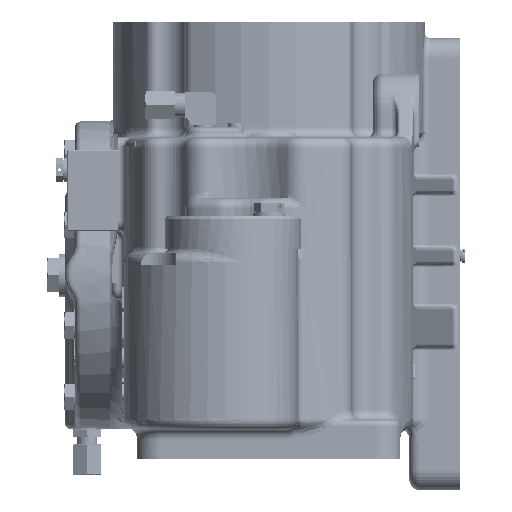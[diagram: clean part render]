
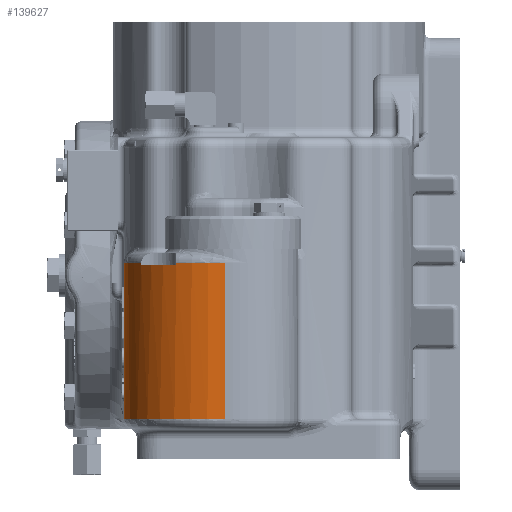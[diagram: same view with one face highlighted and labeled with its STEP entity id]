
A CAD part, left-side view. The second image highlights one B-rep face of the part: STEP entity #139627.
In plain terms, the highlighted cylindrical face has radius 50 mm (diameter 100 mm), a partial arc.
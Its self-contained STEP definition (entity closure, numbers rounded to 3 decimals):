
#3696 = VERTEX_POINT ( 'NONE', #56915 ) ;
#8022 = EDGE_CURVE ( 'NONE', #24406, #159540, #131009, .T. ) ;
#8046 = EDGE_CURVE ( 'NONE', #24407, #24408, #131202, .T. ) ;
#8050 = EDGE_CURVE ( 'NONE', #24407, #24406, #131231, .T. ) ;
#8053 = EDGE_CURVE ( 'NONE', #24408, #3696, #131256, .T. ) ;
#8059 = EDGE_CURVE ( 'NONE', #159384, #48089, #131295, .T. ) ;
#9098 = EDGE_CURVE ( 'NONE', #159540, #159384, #125159, .T. ) ;
#12022 = CARTESIAN_POINT ( 'NONE',  ( -237.45, 21.5, -3.5 ) ) ;
#12027 = CARTESIAN_POINT ( 'NONE',  ( -237.45, 21.5, -80.5 ) ) ;
#20788 = ORIENTED_EDGE ( 'NONE', *, *, #8050, .T. ) ;
#21565 = ORIENTED_EDGE ( 'NONE', *, *, #8022, .T. ) ;
#21704 = ORIENTED_EDGE ( 'NONE', *, *, #227239, .F. ) ;
#21749 = ORIENTED_EDGE ( 'NONE', *, *, #43422, .T. ) ;
#21813 = ORIENTED_EDGE ( 'NONE', *, *, #8046, .F. ) ;
#21815 = ORIENTED_EDGE ( 'NONE', *, *, #8053, .F. ) ;
#22032 = ORIENTED_EDGE ( 'NONE', *, *, #9098, .T. ) ;
#22034 = ORIENTED_EDGE ( 'NONE', *, *, #8059, .T. ) ;
#24406 = VERTEX_POINT ( 'NONE', #207897 ) ;
#24407 = VERTEX_POINT ( 'NONE', #207899 ) ;
#24408 = VERTEX_POINT ( 'NONE', #207901 ) ;
#43422 = EDGE_CURVE ( 'NONE', #48086, #3696, #157096, .T. ) ;
#48086 = VERTEX_POINT ( 'NONE', #12022 ) ;
#48089 = VERTEX_POINT ( 'NONE', #12027 ) ;
#54397 = AXIS2_PLACEMENT_3D ( 'NONE', #177135, #177122, #177116 ) ;
#56915 = CARTESIAN_POINT ( 'NONE',  ( -231.276, 45.569, -3.5 ) ) ;
#75961 = AXIS2_PLACEMENT_3D ( 'NONE', #210142, #210157, #210159 ) ;
#77349 = CARTESIAN_POINT ( 'NONE',  ( -187.45, 71.5, -80.5 ) ) ;
#77496 = CARTESIAN_POINT ( 'NONE',  ( -187.45, 71.5, -3.5 ) ) ;
#86005 = EDGE_LOOP ( 'NONE', ( #21704, #21749, #21815, #21813, #20788, #21565, #22032, #22034 ) ) ;
#90816 = AXIS2_PLACEMENT_3D ( 'NONE', #216829, #216835, #216838 ) ;
#90911 = AXIS2_PLACEMENT_3D ( 'NONE', #217177, #217185, #217187 ) ;
#90957 = AXIS2_PLACEMENT_3D ( 'NONE', #217383, #217388, #217391 ) ;
#125153 = VECTOR ( 'NONE', #153010, 1000. ) ;
#125159 = LINE ( 'NONE', #152973, #125153 ) ;
#131009 = CIRCLE ( 'NONE', #90816, 50. ) ;
#131202 = CIRCLE ( 'NONE', #90911, 50. ) ;
#131231 = LINE ( 'NONE', #217210, #131233 ) ;
#131233 = VECTOR ( 'NONE', #217212, 1000. ) ;
#131256 = LINE ( 'NONE', #217237, #131260 ) ;
#131260 = VECTOR ( 'NONE', #217239, 1000. ) ;
#131295 = CIRCLE ( 'NONE', #90957, 50. ) ;
#137542 = VECTOR ( 'NONE', #143790, 1000. ) ;
#137555 = LINE ( 'NONE', #143780, #137542 ) ;
#137784 = FACE_OUTER_BOUND ( 'NONE', #86005, .T. ) ;
#137936 = CYLINDRICAL_SURFACE ( 'NONE', #54397, 50. ) ;
#139627 = ADVANCED_FACE ( 'NONE', ( #137784 ), #137936, .T. ) ;
#143780 = CARTESIAN_POINT ( 'NONE',  ( -237.45, 21.5, 1.5 ) ) ;
#143790 = DIRECTION ( 'NONE',  ( 0., 0., -1. ) ) ;
#152973 = CARTESIAN_POINT ( 'NONE',  ( -187.45, 71.5, 1.5 ) ) ;
#153010 = DIRECTION ( 'NONE',  ( 0., 0., -1. ) ) ;
#157096 = CIRCLE ( 'NONE', #75961, 50. ) ;
#159384 = VERTEX_POINT ( 'NONE', #77349 ) ;
#159540 = VERTEX_POINT ( 'NONE', #77496 ) ;
#177116 = DIRECTION ( 'NONE',  ( -1., 0., 0. ) ) ;
#177122 = DIRECTION ( 'NONE',  ( 0., 0., -1. ) ) ;
#177135 = CARTESIAN_POINT ( 'NONE',  ( -187.45, 21.5, 1.5 ) ) ;
#207897 = CARTESIAN_POINT ( 'NONE',  ( -215.5, 62.891, -3.5 ) ) ;
#207899 = CARTESIAN_POINT ( 'NONE',  ( -215.5, 62.891, -4.5 ) ) ;
#207901 = CARTESIAN_POINT ( 'NONE',  ( -231.276, 45.569, -4.5 ) ) ;
#210142 = CARTESIAN_POINT ( 'NONE',  ( -187.45, 21.5, -3.5 ) ) ;
#210157 = DIRECTION ( 'NONE',  ( 0., 0., -1. ) ) ;
#210159 = DIRECTION ( 'NONE',  ( -1., 0., 0. ) ) ;
#216829 = CARTESIAN_POINT ( 'NONE',  ( -187.45, 21.5, -3.5 ) ) ;
#216835 = DIRECTION ( 'NONE',  ( 0., 0., -1. ) ) ;
#216838 = DIRECTION ( 'NONE',  ( -1., 0., 0. ) ) ;
#217177 = CARTESIAN_POINT ( 'NONE',  ( -187.45, 21.5, -4.5 ) ) ;
#217185 = DIRECTION ( 'NONE',  ( 0., 0., 1. ) ) ;
#217187 = DIRECTION ( 'NONE',  ( 1., 0., 0. ) ) ;
#217210 = CARTESIAN_POINT ( 'NONE',  ( -215.5, 62.891, -4.5 ) ) ;
#217212 = DIRECTION ( 'NONE',  ( 0., 0., 1. ) ) ;
#217237 = CARTESIAN_POINT ( 'NONE',  ( -231.276, 45.569, -4.5 ) ) ;
#217239 = DIRECTION ( 'NONE',  ( 0., 0., 1. ) ) ;
#217383 = CARTESIAN_POINT ( 'NONE',  ( -187.45, 21.5, -80.5 ) ) ;
#217388 = DIRECTION ( 'NONE',  ( 0., 0., 1. ) ) ;
#217391 = DIRECTION ( 'NONE',  ( 1., 0., 0. ) ) ;
#227239 = EDGE_CURVE ( 'NONE', #48086, #48089, #137555, .T. ) ;
